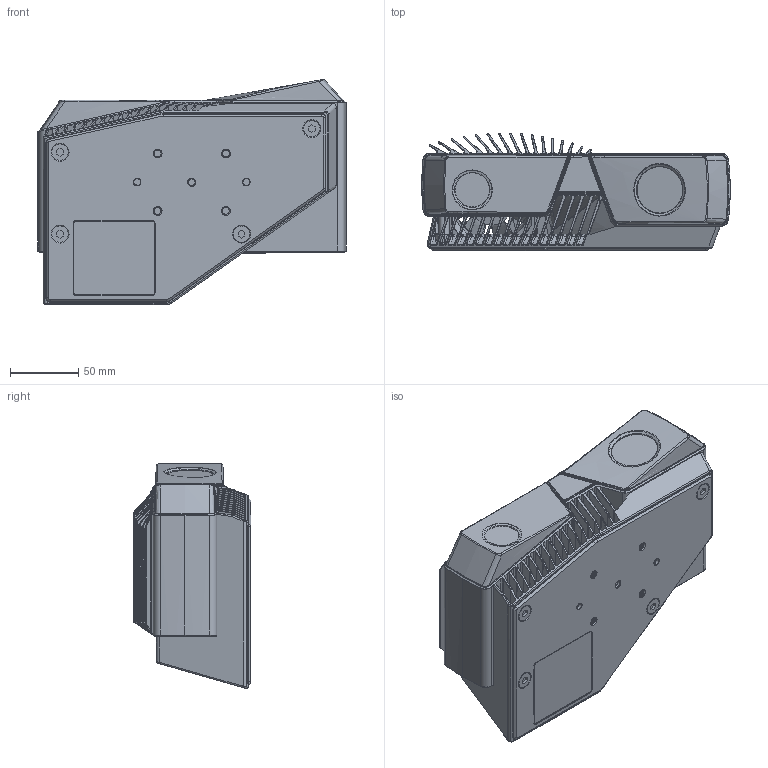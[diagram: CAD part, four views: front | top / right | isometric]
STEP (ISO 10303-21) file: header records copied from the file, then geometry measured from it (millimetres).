
FILE_DESCRIPTION (( 'STEP AP214' ), '1' );
FILE_NAME ('Zivid OnePlus for Web.STEP', '2019-09-20T13:35:19', ( '' ), ( '' ), 'SwSTEP 2.0', 'SolidWorks 2019', '' );
FILE_SCHEMA (( 'AUTOMOTIVE_DESIGN' ));
Length unit declared in the file: millimetre
Products named in the file (1): Zivid OnePlus for Web
Bounding box: 226 x 86.24 x 165 mm (x, y, z)
Volume: 1472128.3 mm3; surface area: 318227.8 mm2
Topology: 8 solids, 8 shells, 4443 faces, 11451 edges, 7013 vertices
Faces by surface type: cylinder 1394, plane 1261, bspline 1200, cone 287, torus 214, sphere 87
Entity records: 247307 total; most frequent: CARTESIAN_POINT 100753, ORIENTED_EDGE 22814, DIRECTION 17468, EDGE_CURVE 11407, VERTEX_POINT 7006, AXIS2_PLACEMENT_3D 6355, VECTOR 4758, LINE 4758
